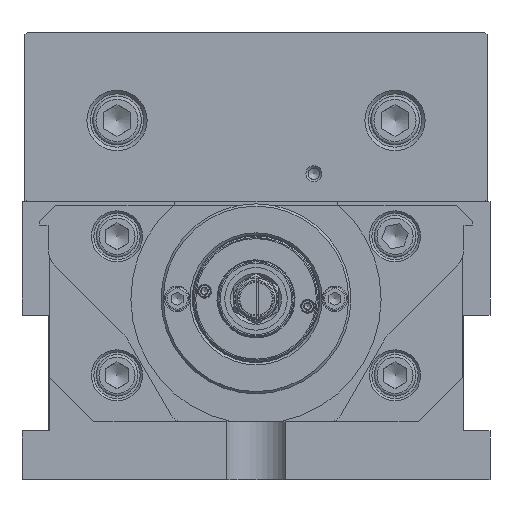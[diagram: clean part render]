
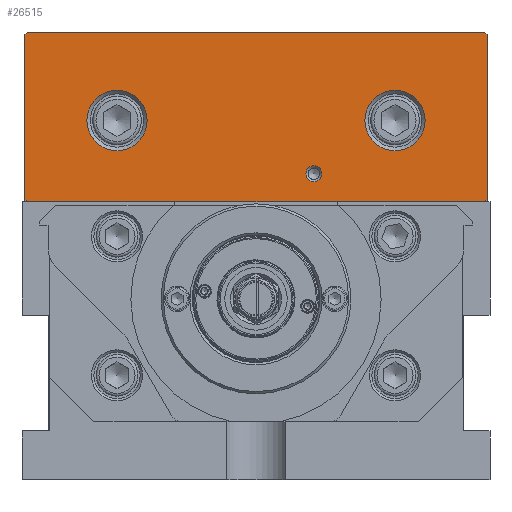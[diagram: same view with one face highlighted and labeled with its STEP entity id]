
A CAD part, front view. The second image highlights one B-rep face of the part: STEP entity #26515.
In plain terms, the highlighted planar face has unit normal (0, -1, 0).
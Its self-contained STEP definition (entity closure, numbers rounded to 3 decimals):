
#327=FACE_BOUND('',#7622,.T.);
#328=FACE_BOUND('',#7623,.T.);
#329=FACE_BOUND('',#7624,.T.);
#1684=LINE('',#42253,#3602);
#1693=LINE('',#42295,#3611);
#1694=LINE('',#42297,#3612);
#1695=LINE('',#42299,#3613);
#1696=LINE('',#42301,#3614);
#1697=LINE('',#42303,#3615);
#1698=LINE('',#42305,#3616);
#1699=LINE('',#42307,#3617);
#1700=LINE('',#42308,#3618);
#1701=LINE('',#42309,#3619);
#3602=VECTOR('',#33729,10.);
#3611=VECTOR('',#33770,10.);
#3612=VECTOR('',#33771,10.);
#3613=VECTOR('',#33772,10.);
#3614=VECTOR('',#33773,10.);
#3615=VECTOR('',#33774,10.);
#3616=VECTOR('',#33775,10.);
#3617=VECTOR('',#33776,10.);
#3618=VECTOR('',#33777,10.);
#3619=VECTOR('',#33778,10.);
#4979=PLANE('',#28671);
#6057=FACE_OUTER_BOUND('',#7621,.T.);
#7621=EDGE_LOOP('',(#20041,#20042,#20043,#20044,#20045,#20046,#20047,#20048,
#20049,#20050));
#7622=EDGE_LOOP('',(#20051));
#7623=EDGE_LOOP('',(#20052));
#7624=EDGE_LOOP('',(#20053));
#9140=CIRCLE('',#28665,3.459);
#9145=CIRCLE('',#28672,13.);
#9146=CIRCLE('',#28673,13.);
#11480=VERTEX_POINT('',#42249);
#11482=VERTEX_POINT('',#42252);
#11493=VERTEX_POINT('',#42279);
#11498=VERTEX_POINT('',#42293);
#11499=VERTEX_POINT('',#42294);
#11500=VERTEX_POINT('',#42296);
#11501=VERTEX_POINT('',#42298);
#11502=VERTEX_POINT('',#42300);
#11503=VERTEX_POINT('',#42302);
#11504=VERTEX_POINT('',#42304);
#11505=VERTEX_POINT('',#42306);
#11506=VERTEX_POINT('',#42310);
#11507=VERTEX_POINT('',#42312);
#14570=EDGE_CURVE('',#11480,#11482,#1684,.T.);
#14582=EDGE_CURVE('',#11493,#11493,#9140,.T.);
#14589=EDGE_CURVE('',#11498,#11499,#1693,.T.);
#14590=EDGE_CURVE('',#11500,#11498,#1694,.T.);
#14591=EDGE_CURVE('',#11501,#11500,#1695,.T.);
#14592=EDGE_CURVE('',#11502,#11501,#1696,.T.);
#14593=EDGE_CURVE('',#11503,#11502,#1697,.T.);
#14594=EDGE_CURVE('',#11504,#11503,#1698,.T.);
#14595=EDGE_CURVE('',#11505,#11504,#1699,.T.);
#14596=EDGE_CURVE('',#11482,#11505,#1700,.T.);
#14597=EDGE_CURVE('',#11499,#11480,#1701,.T.);
#14598=EDGE_CURVE('',#11506,#11506,#9145,.T.);
#14599=EDGE_CURVE('',#11507,#11507,#9146,.T.);
#20041=ORIENTED_EDGE('',*,*,#14589,.F.);
#20042=ORIENTED_EDGE('',*,*,#14590,.F.);
#20043=ORIENTED_EDGE('',*,*,#14591,.F.);
#20044=ORIENTED_EDGE('',*,*,#14592,.F.);
#20045=ORIENTED_EDGE('',*,*,#14593,.F.);
#20046=ORIENTED_EDGE('',*,*,#14594,.F.);
#20047=ORIENTED_EDGE('',*,*,#14595,.F.);
#20048=ORIENTED_EDGE('',*,*,#14596,.F.);
#20049=ORIENTED_EDGE('',*,*,#14570,.F.);
#20050=ORIENTED_EDGE('',*,*,#14597,.F.);
#20051=ORIENTED_EDGE('',*,*,#14598,.F.);
#20052=ORIENTED_EDGE('',*,*,#14599,.F.);
#20053=ORIENTED_EDGE('',*,*,#14582,.F.);
#26515=ADVANCED_FACE('',(#6057,#327,#328,#329),#4979,.F.);
#28665=AXIS2_PLACEMENT_3D('',#42280,#33754,#33755);
#28671=AXIS2_PLACEMENT_3D('',#42292,#33768,#33769);
#28672=AXIS2_PLACEMENT_3D('',#42311,#33779,#33780);
#28673=AXIS2_PLACEMENT_3D('',#42313,#33781,#33782);
#33729=DIRECTION('',(-1.,0.,0.));
#33754=DIRECTION('center_axis',(0.,-1.,0.));
#33755=DIRECTION('ref_axis',(-1.,0.,0.));
#33768=DIRECTION('center_axis',(0.,1.,0.));
#33769=DIRECTION('ref_axis',(0.,0.,
1.));
#33770=DIRECTION('',(-0.707,0.,-0.707));
#33771=DIRECTION('',(0.,0.,-1.));
#33772=DIRECTION('',(0.707,0.,-0.707));
#33773=DIRECTION('',(1.,0.,0.));
#33774=DIRECTION('',(0.707,0.,0.707));
#33775=DIRECTION('',(0.,0.,1.));
#33776=DIRECTION('',(-0.707,0.,0.707));
#33777=DIRECTION('',(-1.,0.,0.));
#33778=DIRECTION('',(-1.,0.,0.));
#33779=DIRECTION('center_axis',(0.,-1.,0.));
#33780=DIRECTION('ref_axis',(-1.,0.,0.));
#33781=DIRECTION('center_axis',(0.,-1.,0.));
#33782=DIRECTION('ref_axis',(-1.,0.,0.));
#42249=CARTESIAN_POINT('',(35.,62.213,120.));
#42252=CARTESIAN_POINT('',(-35.,62.213,120.));
#42253=CARTESIAN_POINT('',(-99.75,62.213,120.));
#42279=CARTESIAN_POINT('',(28.459,62.213,132.));
#42280=CARTESIAN_POINT('Origin',(25.,62.213,132.));
#42292=CARTESIAN_POINT('Origin',(0.,62.213,
156.5));
#42293=CARTESIAN_POINT('',(99.75,62.213,121.));
#42294=CARTESIAN_POINT('',(98.75,62.213,120.));
#42295=CARTESIAN_POINT('',(83.437,62.213,104.688));
#42296=CARTESIAN_POINT('',(99.75,62.213,192.));
#42297=CARTESIAN_POINT('',(99.75,62.213,120.));
#42298=CARTESIAN_POINT('',(98.75,62.213,193.));
#42299=CARTESIAN_POINT('',(83.438,62.213,208.313));
#42300=CARTESIAN_POINT('',(-98.75,62.213,193.));
#42301=CARTESIAN_POINT('',(99.75,62.213,193.));
#42302=CARTESIAN_POINT('',(-99.75,62.213,192.));
#42303=CARTESIAN_POINT('',(-83.437,62.213,208.313));
#42304=CARTESIAN_POINT('',(-99.75,62.213,121.));
#42305=CARTESIAN_POINT('',(-99.75,62.213,193.));
#42306=CARTESIAN_POINT('',(-98.75,62.213,120.));
#42307=CARTESIAN_POINT('',(-83.437,62.213,104.688));
#42308=CARTESIAN_POINT('',(-17.5,62.213,120.));
#42309=CARTESIAN_POINT('',(17.5,62.213,120.));
#42310=CARTESIAN_POINT('',(73.,62.213,155.));
#42311=CARTESIAN_POINT('Origin',(60.,62.213,155.));
#42312=CARTESIAN_POINT('',(-47.,62.213,155.));
#42313=CARTESIAN_POINT('Origin',(-60.,62.213,155.));
